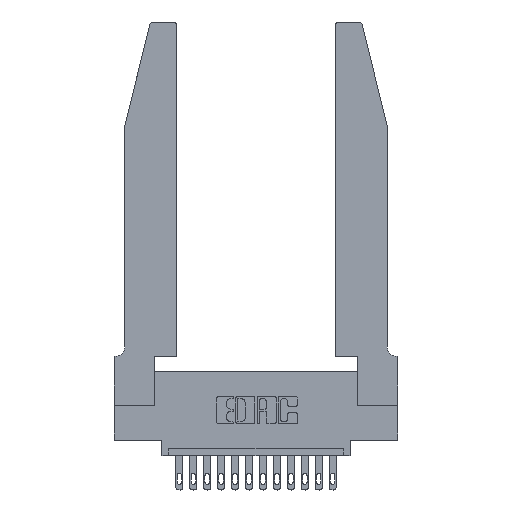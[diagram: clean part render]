
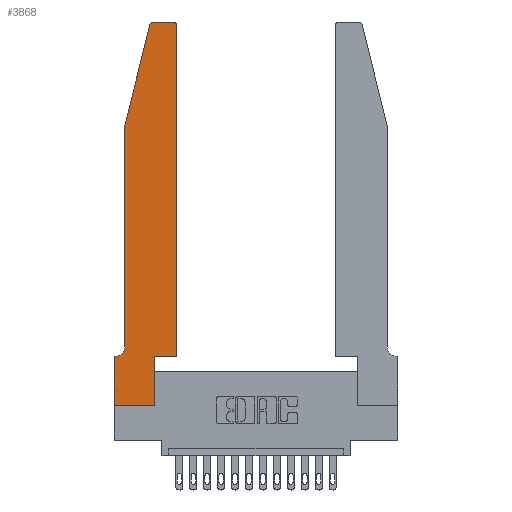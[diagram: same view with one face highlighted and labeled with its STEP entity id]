
A CAD part, top view. The second image highlights one B-rep face of the part: STEP entity #3868.
In plain terms, the highlighted planar face has unit normal (0, 0, 1).
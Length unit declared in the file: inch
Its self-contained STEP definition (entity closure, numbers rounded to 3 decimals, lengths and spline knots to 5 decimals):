
#202 = DIRECTION ( 'NONE',  ( 0., 1., 0. ) ) ;
#478 = EDGE_CURVE ( 'NONE', #4746, #3276, #10182, .T. ) ;
#855 = DIRECTION ( 'NONE',  ( 0., 0., 1. ) ) ;
#1556 = LINE ( 'NONE', #12848, #8471 ) ;
#1597 = EDGE_CURVE ( 'NONE', #11116, #14508, #7544, .T. ) ;
#1646 = ORIENTED_EDGE ( 'NONE', *, *, #12459, .T. ) ;
#1859 = CIRCLE ( 'NONE', #14851, 0.07 ) ;
#1912 = DIRECTION ( 'NONE',  ( 0., 0., 1. ) ) ;
#2043 = CARTESIAN_POINT ( 'NONE',  ( 0., 0., 0.37 ) ) ;
#2094 = EDGE_CURVE ( 'NONE', #14508, #11520, #14005, .T. ) ;
#2125 = CARTESIAN_POINT ( 'NONE',  ( 0.4205, 2.72, 0.37 ) ) ;
#2383 = VECTOR ( 'NONE', #3783, 39.37008 ) ;
#2717 = CARTESIAN_POINT ( 'NONE',  ( 0.0055, 0.35, 0.37 ) ) ;
#2896 = CARTESIAN_POINT ( 'NONE',  ( 0.0755, 0.35, 0.37 ) ) ;
#2903 = EDGE_CURVE ( 'NONE', #11520, #9973, #5981, .T. ) ;
#3064 = DIRECTION ( 'NONE',  ( -1., 0., 0. ) ) ;
#3256 = CARTESIAN_POINT ( 'NONE',  ( 0.0055, 0.42, 0.37 ) ) ;
#3276 = VERTEX_POINT ( 'NONE', #3748 ) ;
#3507 = EDGE_CURVE ( 'NONE', #17711, #14572, #4259, .T. ) ;
#3592 = CARTESIAN_POINT ( 'NONE',  ( 0., 0., 0.37 ) ) ;
#3736 = PLANE ( 'NONE',  #16570 ) ;
#3748 = CARTESIAN_POINT ( 'NONE',  ( 0.4505, 2.72, 0.37 ) ) ;
#3783 = DIRECTION ( 'NONE',  ( 0., -1., 0. ) ) ;
#3805 = DIRECTION ( 'NONE',  ( 1., 0., 0. ) ) ;
#3868 = ADVANCED_FACE ( 'NONE', ( #12839 ), #3736, .T. ) ;
#4103 = CARTESIAN_POINT ( 'NONE',  ( 0.2605, 2.75, 0.37 ) ) ;
#4259 = LINE ( 'NONE', #4103, #7701 ) ;
#4280 = LINE ( 'NONE', #12550, #9027 ) ;
#4291 = CARTESIAN_POINT ( 'NONE',  ( 0.4505, 0.35, 0.37 ) ) ;
#4484 = VECTOR ( 'NONE', #16209, 39.37008 ) ;
#4604 = DIRECTION ( 'NONE',  ( -0.239, -0.971, 0. ) ) ;
#4746 = VERTEX_POINT ( 'NONE', #8984 ) ;
#4843 = EDGE_CURVE ( 'NONE', #14572, #12826, #15668, .T. ) ;
#5105 = CARTESIAN_POINT ( 'NONE',  ( 0., 0., 0.37 ) ) ;
#5505 = AXIS2_PLACEMENT_3D ( 'NONE', #2125, #855, #13225 ) ;
#5521 = DIRECTION ( 'NONE',  ( 0., -1., 0. ) ) ;
#5715 = ORIENTED_EDGE ( 'NONE', *, *, #478, .T. ) ;
#5799 = ORIENTED_EDGE ( 'NONE', *, *, #2094, .T. ) ;
#5923 = AXIS2_PLACEMENT_3D ( 'NONE', #17107, #1912, #13069 ) ;
#5981 = LINE ( 'NONE', #17637, #4484 ) ;
#7087 = VECTOR ( 'NONE', #16707, 39.37008 ) ;
#7459 = CARTESIAN_POINT ( 'NONE',  ( 0.0755, 0.42, 0.37 ) ) ;
#7526 = EDGE_LOOP ( 'NONE', ( #14933, #12414, #17317, #12203, #14267, #1646, #11949, #5799, #8366, #13495, #5715, #9437 ) ) ;
#7544 = LINE ( 'NONE', #5105, #2383 ) ;
#7552 = CARTESIAN_POINT ( 'NONE',  ( 0.2865, 0., 0.37 ) ) ;
#7701 = VECTOR ( 'NONE', #3064, 39.37008 ) ;
#7727 = CARTESIAN_POINT ( 'NONE',  ( 0.4505, 0.35, 0.37 ) ) ;
#7765 = VECTOR ( 'NONE', #9175, 39.37008 ) ;
#8366 = ORIENTED_EDGE ( 'NONE', *, *, #2903, .T. ) ;
#8471 = VECTOR ( 'NONE', #4604, 39.37008 ) ;
#8984 = CARTESIAN_POINT ( 'NONE',  ( 0.4505, 0.35, 0.37 ) ) ;
#9027 = VECTOR ( 'NONE', #5521, 39.37008 ) ;
#9175 = DIRECTION ( 'NONE',  ( 1., 0., 0. ) ) ;
#9433 = CARTESIAN_POINT ( 'NONE',  ( 0.4205, 2.75, 0.37 ) ) ;
#9437 = ORIENTED_EDGE ( 'NONE', *, *, #13268, .T. ) ;
#9807 = CARTESIAN_POINT ( 'NONE',  ( 0.2865, 0.35, 0.37 ) ) ;
#9973 = VERTEX_POINT ( 'NONE', #9807 ) ;
#10182 = LINE ( 'NONE', #4291, #13204 ) ;
#10420 = CARTESIAN_POINT ( 'NONE',  ( 0.284, 2.75, 0.37 ) ) ;
#10482 = VERTEX_POINT ( 'NONE', #7459 ) ;
#11066 = EDGE_CURVE ( 'NONE', #9973, #4746, #14915, .T. ) ;
#11116 = VERTEX_POINT ( 'NONE', #12490 ) ;
#11520 = VERTEX_POINT ( 'NONE', #7552 ) ;
#11949 = ORIENTED_EDGE ( 'NONE', *, *, #1597, .T. ) ;
#11975 = VERTEX_POINT ( 'NONE', #15452 ) ;
#12067 = DIRECTION ( 'NONE',  ( 0., 0., 1. ) ) ;
#12203 = ORIENTED_EDGE ( 'NONE', *, *, #17896, .T. ) ;
#12328 = VERTEX_POINT ( 'NONE', #2717 ) ;
#12414 = ORIENTED_EDGE ( 'NONE', *, *, #4843, .T. ) ;
#12459 = EDGE_CURVE ( 'NONE', #12328, #11116, #14451, .T. ) ;
#12490 = CARTESIAN_POINT ( 'NONE',  ( 0., 0.35, 0.37 ) ) ;
#12550 = CARTESIAN_POINT ( 'NONE',  ( 0.0755, 2., 0.37 ) ) ;
#12826 = VERTEX_POINT ( 'NONE', #13359 ) ;
#12839 = FACE_OUTER_BOUND ( 'NONE', #7526, .T. ) ;
#12848 = CARTESIAN_POINT ( 'NONE',  ( 0.0755, 2., 0.37 ) ) ;
#13069 = DIRECTION ( 'NONE',  ( 1., 0., 0. ) ) ;
#13204 = VECTOR ( 'NONE', #202, 39.37008 ) ;
#13225 = DIRECTION ( 'NONE',  ( 1., 0., 0. ) ) ;
#13268 = EDGE_CURVE ( 'NONE', #3276, #17711, #15496, .T. ) ;
#13359 = CARTESIAN_POINT ( 'NONE',  ( 0.25487, 2.72718, 0.37 ) ) ;
#13495 = ORIENTED_EDGE ( 'NONE', *, *, #11066, .T. ) ;
#14005 = LINE ( 'NONE', #2043, #7765 ) ;
#14167 = EDGE_CURVE ( 'NONE', #10482, #12328, #1859, .T. ) ;
#14214 = DIRECTION ( 'NONE',  ( -1., 0., 0. ) ) ;
#14267 = ORIENTED_EDGE ( 'NONE', *, *, #14167, .T. ) ;
#14451 = LINE ( 'NONE', #2896, #7087 ) ;
#14508 = VERTEX_POINT ( 'NONE', #3592 ) ;
#14572 = VERTEX_POINT ( 'NONE', #10420 ) ;
#14851 = AXIS2_PLACEMENT_3D ( 'NONE', #3256, #15672, #14214 ) ;
#14915 = LINE ( 'NONE', #7727, #15123 ) ;
#14933 = ORIENTED_EDGE ( 'NONE', *, *, #3507, .T. ) ;
#15123 = VECTOR ( 'NONE', #17356, 39.37008 ) ;
#15452 = CARTESIAN_POINT ( 'NONE',  ( 0.0755, 2., 0.37 ) ) ;
#15496 = CIRCLE ( 'NONE', #5505, 0.03 ) ;
#15668 = CIRCLE ( 'NONE', #5923, 0.03 ) ;
#15672 = DIRECTION ( 'NONE',  ( 0., 0., -1. ) ) ;
#16209 = DIRECTION ( 'NONE',  ( 0., 1., 0. ) ) ;
#16570 = AXIS2_PLACEMENT_3D ( 'NONE', #17521, #12067, #3805 ) ;
#16707 = DIRECTION ( 'NONE',  ( -1., 0., 0. ) ) ;
#17071 = EDGE_CURVE ( 'NONE', #12826, #11975, #1556, .T. ) ;
#17107 = CARTESIAN_POINT ( 'NONE',  ( 0.284, 2.72, 0.37 ) ) ;
#17317 = ORIENTED_EDGE ( 'NONE', *, *, #17071, .T. ) ;
#17356 = DIRECTION ( 'NONE',  ( 1., 0., 0. ) ) ;
#17521 = CARTESIAN_POINT ( 'NONE',  ( 0., 0.35, 0.37 ) ) ;
#17637 = CARTESIAN_POINT ( 'NONE',  ( 0.2865, 0.35, 0.37 ) ) ;
#17711 = VERTEX_POINT ( 'NONE', #9433 ) ;
#17896 = EDGE_CURVE ( 'NONE', #11975, #10482, #4280, .T. ) ;
